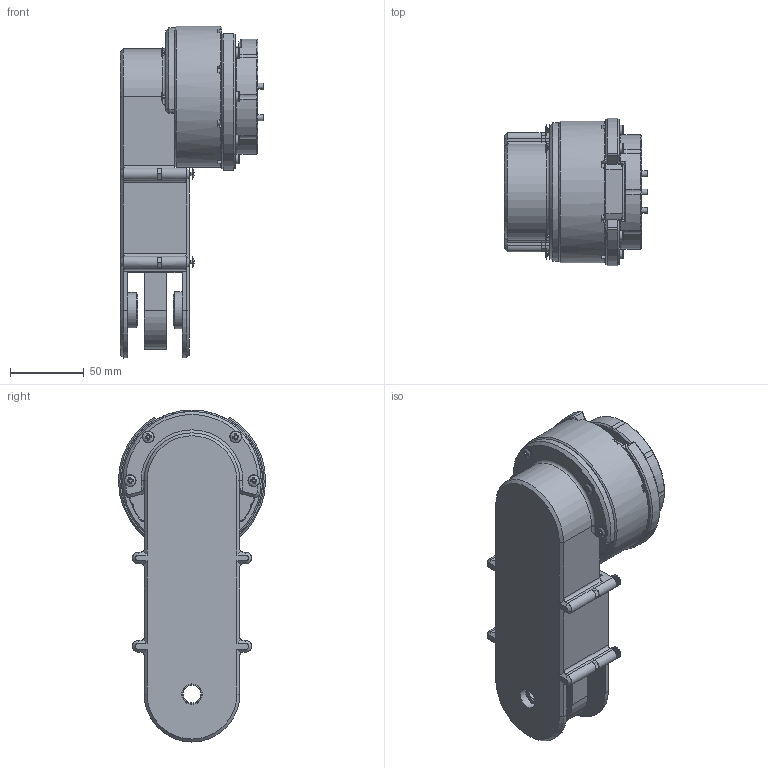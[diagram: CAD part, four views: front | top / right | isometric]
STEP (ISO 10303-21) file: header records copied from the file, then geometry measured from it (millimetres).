
FILE_DESCRIPTION(/* description */ (''),/* implementation_level */ '2;1');
FILE_NAME(/* name */ 'Eslabon2_ipt_803fe44.STEP',/* time_stamp */ '2021-07-25T17:40:28-05:00',/* author */ ('Sergio Quintero'),/* organization */ (''),/* preprocessor_version */ 'ST-DEVELOPER v18',/* originating_system */ 'Autodesk Inventor 2020',/* authorisation */ '');
FILE_SCHEMA (('AUTOMOTIVE_DESIGN { 1 0 10303 214 3 1 1 }'));
Products named in the file (1): Eslabon2
Bounding box: 97.5 x 99.99 x 225.5 mm (x, y, z)
Volume: 580633 mm3; surface area: 142428.2 mm2
Topology: 27 solids, 66 shells, 1851 faces, 5217 edges, 3410 vertices
Faces by surface type: plane 712, cylinder 587, cone 400, torus 97, sphere 35, bspline 20
Full cylindrical faces by diameter (mm): 3 x6, 3.65 x11, 4 x47, 5.3 x3, 10 x5, 12 x2, 13.8 x4, 14 x2, 14.8 x4, 18.3 x4, 19 x2, 19.15 x8, 21 x4, 24 x1, 25 x1, 42 x1, 43 x1, 47.3 x2, 54 x2, 96 x1
Entity records: 63254 total; most frequent: CARTESIAN_POINT 12177, DIRECTION 11054, ORIENTED_EDGE 10420, EDGE_CURVE 5210, AXIS2_PLACEMENT_3D 4458, VERTEX_POINT 3506, CIRCLE 2550, LINE 2138
